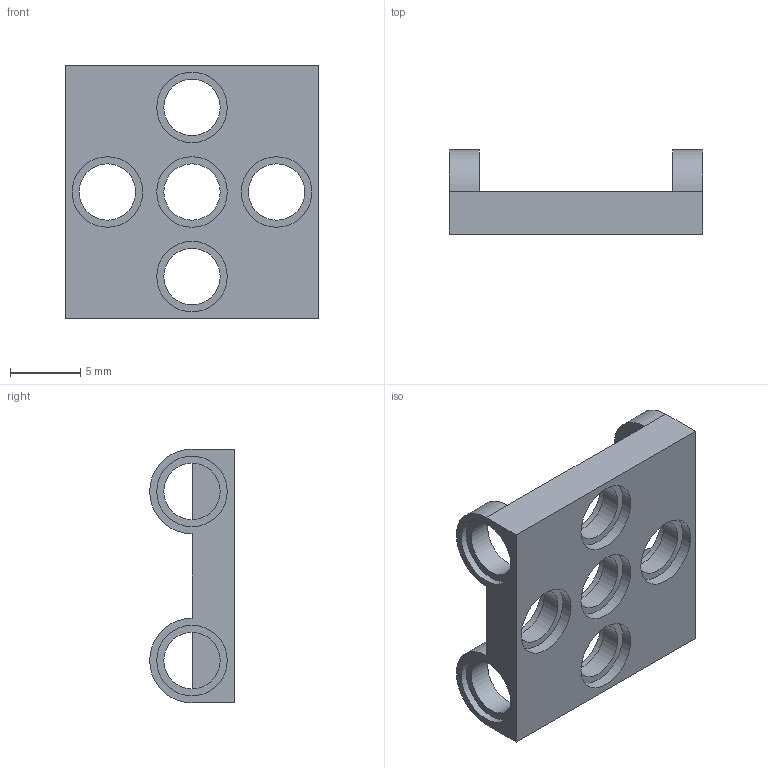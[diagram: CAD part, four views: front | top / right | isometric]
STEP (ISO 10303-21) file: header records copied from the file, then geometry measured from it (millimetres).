
FILE_DESCRIPTION(/* description */ (''),/* implementation_level */ '2;1');
FILE_NAME(/* name */ 'XL320_HubToXL320_Base.stp',/* time_stamp */ '2016-09-05T15:41:50-04:00',/* author */ ('Labtech'),/* organization */ (''),/* preprocessor_version */ 'ST-DEVELOPER v16.5',/* originating_system */ 'Autodesk Inventor 2017',/* authorisation */ '');
FILE_SCHEMA (('AUTOMOTIVE_DESIGN { 1 0 10303 214 3 1 1 }'));
Length unit declared in the file: millimetre
Products named in the file (1): XL320_HubToXL320_Base
Bounding box: 18 x 6 x 18 mm (x, y, z)
Volume: 687.1 mm3; surface area: 1198.3 mm2
Topology: 1 solids, 1 shells, 59 faces, 128 edges, 85 vertices
Faces by surface type: cylinder 31, plane 28
Full cylindrical faces by diameter (mm): 4 x9, 5 x14
Entity records: 1560 total; most frequent: DIRECTION 284, CARTESIAN_POINT 244, ORIENTED_EDGE 204, AXIS2_PLACEMENT_3D 122, EDGE_LOOP 114, EDGE_CURVE 102, VERTEX_POINT 82, CIRCLE 62
